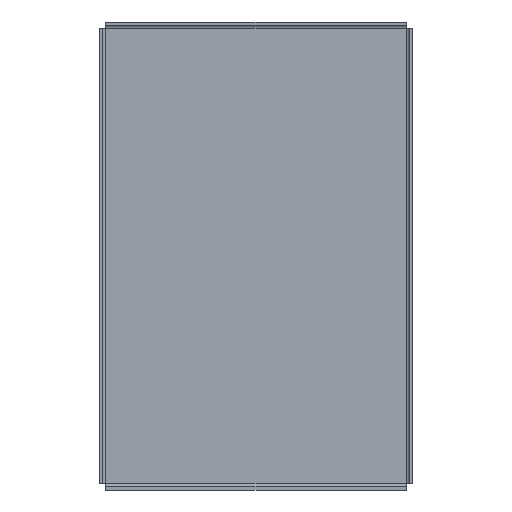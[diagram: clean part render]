
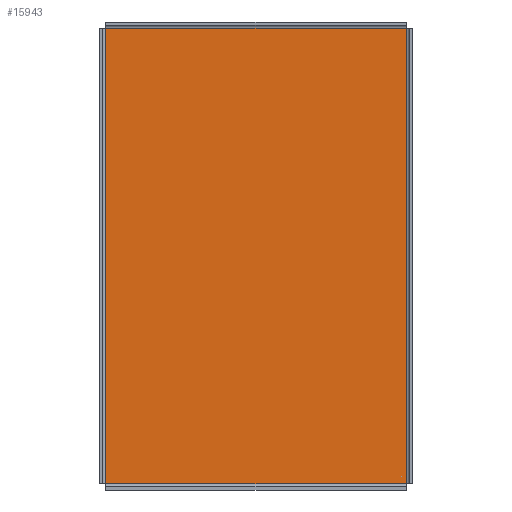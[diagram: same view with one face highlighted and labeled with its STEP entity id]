
A CAD part, front view. The second image highlights one B-rep face of the part: STEP entity #15943.
In plain terms, the highlighted planar face has unit normal (0, -1, 0).
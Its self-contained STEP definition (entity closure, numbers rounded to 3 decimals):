
#4184=DIRECTION('',(0.,0.,-1.));
#4185=VECTOR('',#4184,29.4);
#4186=CARTESIAN_POINT('',(-9.7,-0.2,14.7));
#4187=LINE('',#4186,#4185);
#4235=DIRECTION('',(0.,0.,-1.));
#4236=VECTOR('',#4235,29.4);
#4237=CARTESIAN_POINT('',(9.7,-0.2,14.7));
#4238=LINE('',#4237,#4236);
#4300=DIRECTION('',(1.,0.,0.));
#4301=VECTOR('',#4300,19.4);
#4302=CARTESIAN_POINT('',(-9.7,-0.2,-14.7));
#4303=LINE('',#4302,#4301);
#4351=DIRECTION('',(1.,0.,0.));
#4352=VECTOR('',#4351,19.4);
#4353=CARTESIAN_POINT('',(-9.7,-0.2,14.7));
#4354=LINE('',#4353,#4352);
#12103=CARTESIAN_POINT('',(-9.7,-0.2,-14.7));
#12104=VERTEX_POINT('',#12103);
#12105=CARTESIAN_POINT('',(-9.7,-0.2,14.7));
#12106=VERTEX_POINT('',#12105);
#12125=CARTESIAN_POINT('',(9.7,-0.2,-14.7));
#12126=VERTEX_POINT('',#12125);
#12145=CARTESIAN_POINT('',(9.7,-0.2,14.7));
#12146=VERTEX_POINT('',#12145);
#15929=CARTESIAN_POINT('',(0.,-0.2,0.));
#15930=DIRECTION('',(0.,1.,0.));
#15931=DIRECTION('',(1.,0.,0.));
#15932=AXIS2_PLACEMENT_3D('',#15929,#15930,#15931);
#15933=PLANE('',#15932);
#15935=ORIENTED_EDGE('',*,*,#15934,.T.);
#15937=ORIENTED_EDGE('',*,*,#15936,.F.);
#15938=ORIENTED_EDGE('',*,*,#15911,.F.);
#15940=ORIENTED_EDGE('',*,*,#15939,.T.);
#15941=EDGE_LOOP('',(#15935,#15937,#15938,#15940));
#15942=FACE_OUTER_BOUND('',#15941,.F.);
#15943=ADVANCED_FACE('',(#15942),#15933,.F.);
#15911=EDGE_CURVE('',#12106,#12104,#4187,.T.);
#15934=EDGE_CURVE('',#12146,#12126,#4238,.T.);
#15936=EDGE_CURVE('',#12104,#12126,#4303,.T.);
#15939=EDGE_CURVE('',#12106,#12146,#4354,.T.);
